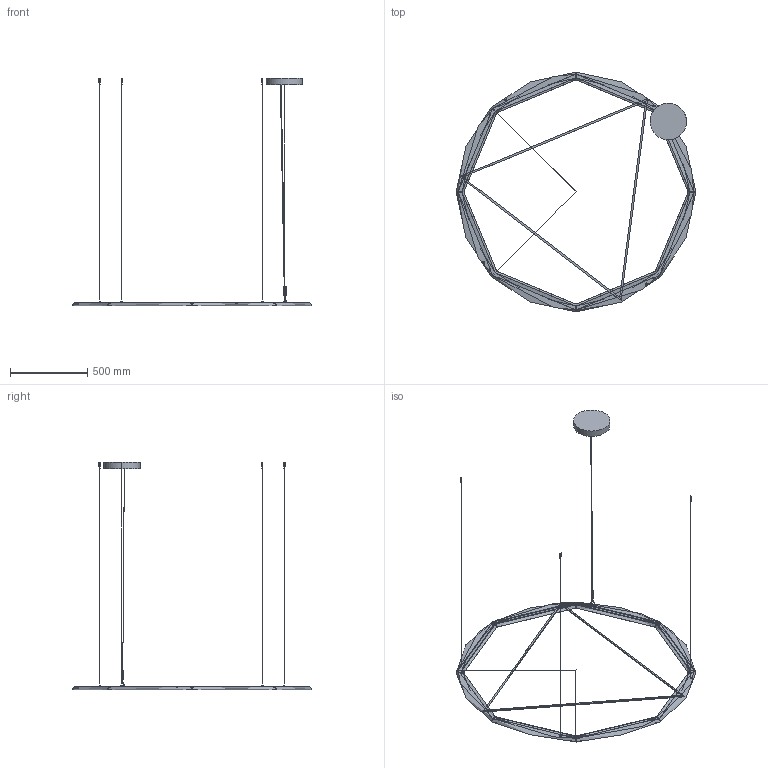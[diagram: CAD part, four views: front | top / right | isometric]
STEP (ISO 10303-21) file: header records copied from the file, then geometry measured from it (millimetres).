
FILE_DESCRIPTION(/* description */ (''),/* implementation_level */ '2;1');
FILE_NAME(/* name */ '3D 120700_Alphabet of light circular suspension 1550 mod. rosone',/* time_stamp */ '2017-09-22T10:43:12+02:00',/* author */ (''),/* organization */ (''),/* preprocessor_version */ 'ST-DEVELOPER v10',/* originating_system */ '',/* authorisation */ '');
FILE_SCHEMA (('AUTOMOTIVE_DESIGN'));
Length unit declared in the file: millimetre
Products named in the file (1): 1
Bounding box: 1549.99 x 1549.99 x 1475.25 mm (x, y, z)
Volume: 1893687.3 mm3; surface area: 1039161.3 mm2
Topology: 5 solids, 36 shells, 1236 faces, 3880 edges, 2668 vertices
Faces by surface type: plane 697, bspline 539
Entity records: 56482 total; most frequent: CARTESIAN_POINT 33954, ORIENTED_EDGE 6989, EDGE_CURVE 3865, VERTEX_POINT 2642, B_SPLINE_CURVE_WITH_KNOTS 2599, EDGE_LOOP 1272, ADVANCED_FACE 1236, FACE_OUTER_BOUND 1236
